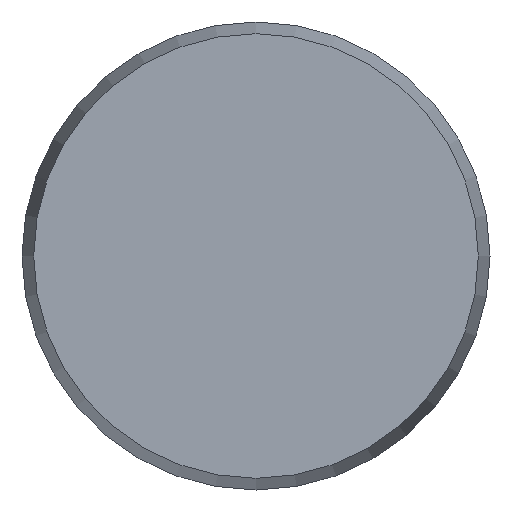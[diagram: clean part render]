
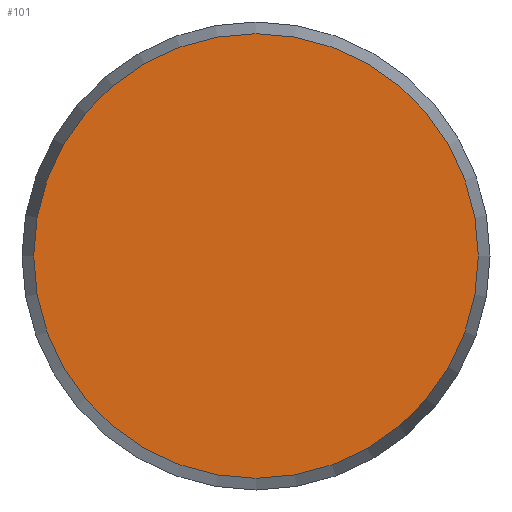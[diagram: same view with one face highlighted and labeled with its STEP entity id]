
A CAD part, front view. The second image highlights one B-rep face of the part: STEP entity #101.
In plain terms, the highlighted planar face has unit normal (0, -1, 0).
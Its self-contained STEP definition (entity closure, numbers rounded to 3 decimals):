
#101 = ADVANCED_FACE( '', ( #228 ), #229, .F. );
#228 = FACE_OUTER_BOUND( '', #391, .T. );
#229 = PLANE( '', #392 );
#391 = EDGE_LOOP( '', ( #626 ) );
#392 = AXIS2_PLACEMENT_3D( '', #627, #628, #629 );
#626 = ORIENTED_EDGE( '', *, *, #937, .T. );
#627 = CARTESIAN_POINT( '', ( 28.5, 0., 0. ) );
#628 = DIRECTION( '', ( 0., 1., 0. ) );
#629 = DIRECTION( '', ( 0., 0., 1. ) );
#937 = EDGE_CURVE( '', #1113, #1113, #1114, .T. );
#1113 = VERTEX_POINT( '', #1454 );
#1114 = CIRCLE( '', #1455, 28.5 );
#1454 = CARTESIAN_POINT( '', ( 0., 0., -28.5 ) );
#1455 = AXIS2_PLACEMENT_3D( '', #1639, #1640, #1641 );
#1639 = CARTESIAN_POINT( '', ( 0., 0., 0. ) );
#1640 = DIRECTION( '', ( 0., -1., 0. ) );
#1641 = DIRECTION( '', ( 0., 0., -1. ) );
